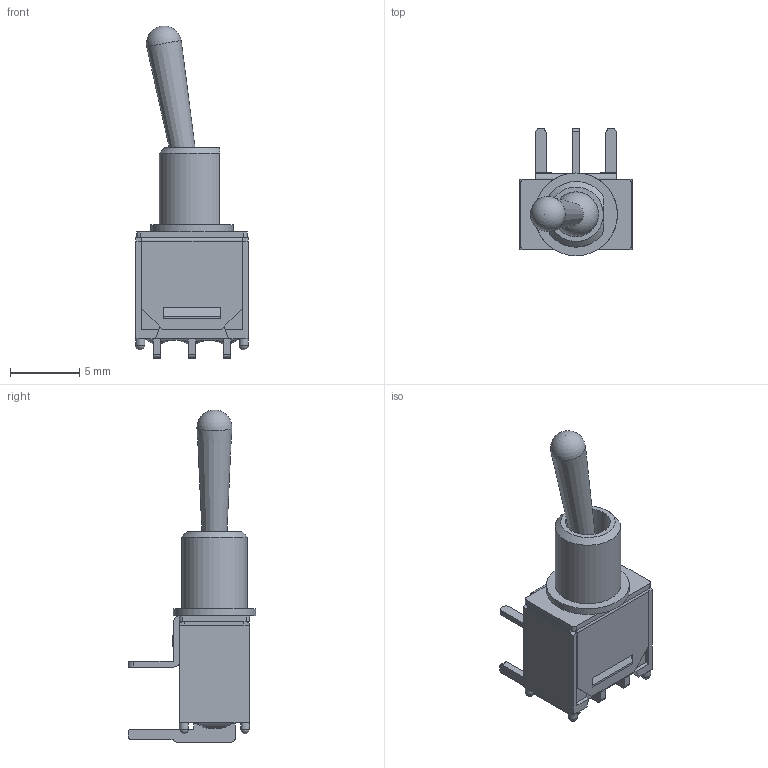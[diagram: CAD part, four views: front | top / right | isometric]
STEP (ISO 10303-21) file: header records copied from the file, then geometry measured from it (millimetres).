
FILE_DESCRIPTION(/* description */ (''),/* implementation_level */ '2;1');
FILE_NAME(/* name */ '200MSPxT1B2M6xE.stp',/* time_stamp */ '2024-04-22T09:32:01-05:00',/* author */ ('mwilliams'),/* organization */ (''),/* preprocessor_version */ 'ST-DEVELOPER v18.1',/* originating_system */ 'Autodesk Inventor 2022',/* authorisation */ '');
FILE_SCHEMA (('AUTOMOTIVE_DESIGN { 1 0 10303 214 3 1 1 }'));
Length unit declared in the file: inch
Products named in the file (1): 000024608_Simplify_1
Bounding box: 8.13 x 9.25 x 24.04 mm (x, y, z)
Volume: 451.9 mm3; surface area: 829.5 mm2
Topology: 1 solids, 1 shells, 184 faces, 519 edges, 329 vertices
Faces by surface type: plane 123, cylinder 40, bspline 10, sphere 7, cone 4
Full cylindrical faces by diameter (mm): 0.65 x4, 3.25 x2, 6 x1
Entity records: 6556 total; most frequent: CARTESIAN_POINT 1538, ORIENTED_EDGE 1028, DIRECTION 947, EDGE_CURVE 514, LINE 363, VECTOR 363, VERTEX_POINT 329, AXIS2_PLACEMENT_3D 292
